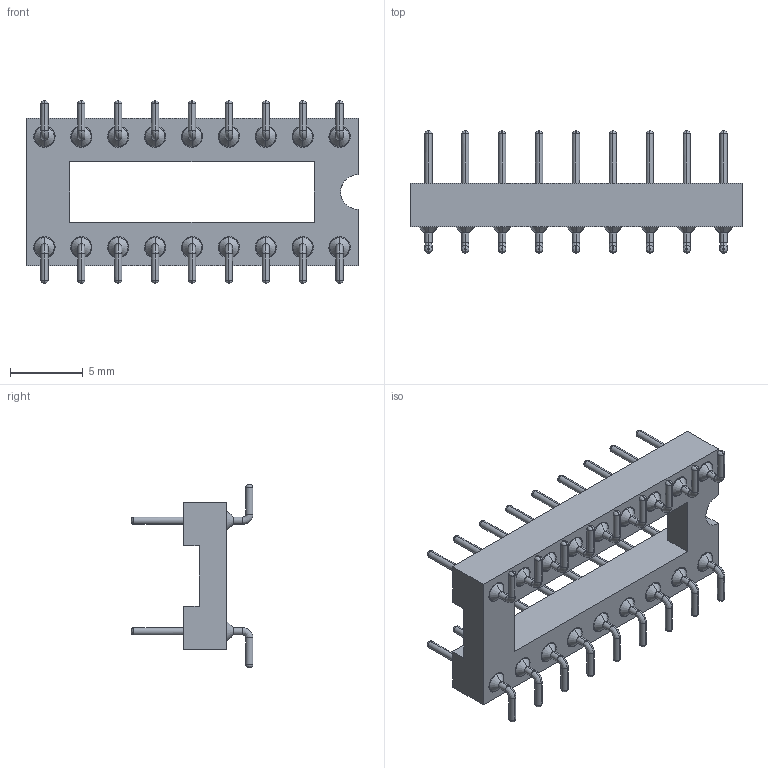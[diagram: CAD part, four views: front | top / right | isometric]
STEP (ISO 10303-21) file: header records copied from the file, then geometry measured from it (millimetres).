
FILE_DESCRIPTION( ('This file contains a STEP AP42 implementation' ,'as created by ZW3D STEP Interface translator.') ,'2;1' );
FILE_NAME( '3560-30118MXX102X1.stp' ,'231221. 82525', (''), ('ZWCAD Software Co.'), 'Version 1.0', 'ZW3D to STEP translator', '' );
FILE_SCHEMA(('AUTOMOTIVE_DESIGN { 1 0 10303 214 1 1 1 1 }'));
Length unit declared in the file: millimetre
Products named in the file (2): 0; 3560-30118MXX102X1
Bounding box: 22.86 x 8.4 x 12.6 mm (x, y, z)
Volume: 472.8 mm3; surface area: 1343.2 mm2
Topology: 1 solids, 19 shells, 700 faces, 1521 edges, 858 vertices
Faces by surface type: bspline 504, plane 122, cone 72, cylinder 2
Entity records: 45370 total; most frequent: CARTESIAN_POINT 34949, ORIENTED_EDGE 2898, EDGE_CURVE 1449, B_SPLINE_CURVE_WITH_KNOTS 1341, VERTEX_POINT 858, EDGE_LOOP 809, FACE_OUTER_BOUND 700, ADVANCED_FACE 700
